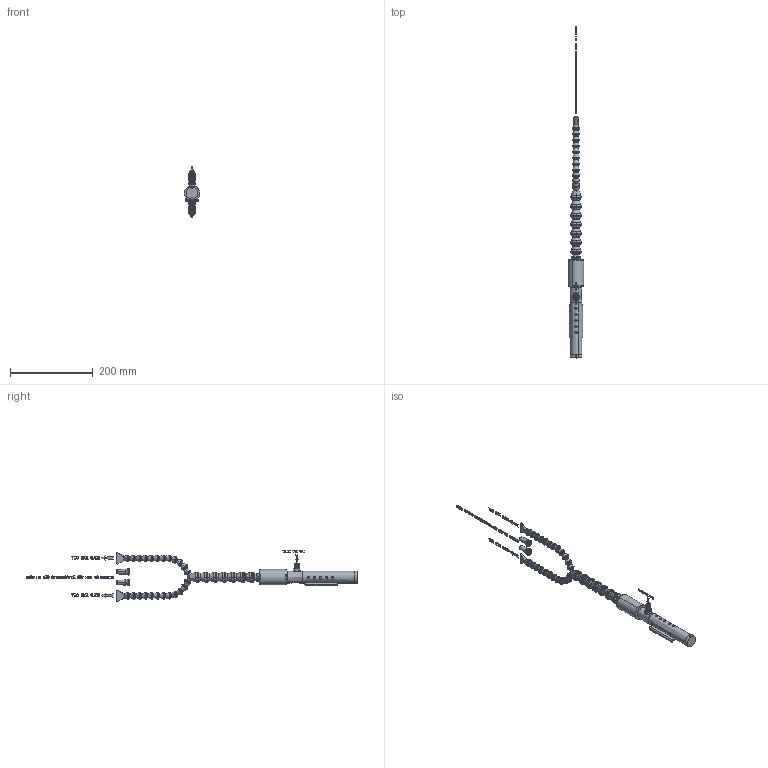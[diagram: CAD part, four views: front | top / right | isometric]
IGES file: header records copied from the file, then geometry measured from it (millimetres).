
Start section: START RECORD GO HERE.
Global section: file name: MTC - DPH.igs; native system: DASSAULT SYSTEMES CATIA V5 R20 - www.3ds.com; preprocessor: CATIA Version 5 Release 20 ; author: Chirag Shah; organization: INTRITECH; date: 20190719.164818; units: millimetre
Bounding box: 37.49 x 801.88 x 123.89 mm (x, y, z)
Volume: 242062.1 mm3; surface area: 122296 mm2
Topology: 107 solids, 107 shells, 3437 faces, 8794 edges, 5220 vertices
Faces by surface type: plane 1827, revolution 1520, bspline 90
